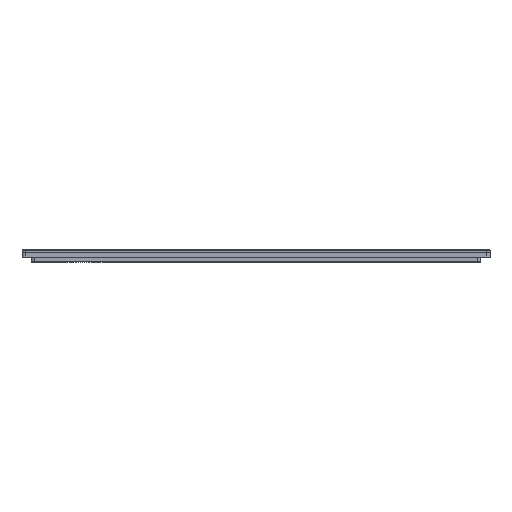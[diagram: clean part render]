
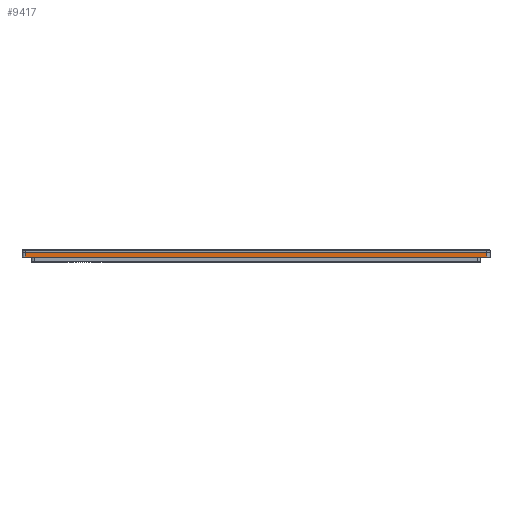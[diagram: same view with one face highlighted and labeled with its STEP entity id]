
A CAD part, top view. The second image highlights one B-rep face of the part: STEP entity #9417.
In plain terms, the highlighted planar face has unit normal (0, 0, 1).
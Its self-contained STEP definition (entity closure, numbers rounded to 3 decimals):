
#145 = EDGE_CURVE ( 'NONE', #9195, #9209, #237, .T. ) ;
#233 = VECTOR ( 'NONE', #9094, 1000. ) ;
#237 = LINE ( 'NONE', #1701, #233 ) ;
#696 = LINE ( 'NONE', #2529, #713 ) ;
#713 = VECTOR ( 'NONE', #2507, 1000. ) ;
#792 = VECTOR ( 'NONE', #2650, 1000. ) ;
#803 = VECTOR ( 'NONE', #2661, 1000. ) ;
#805 = LINE ( 'NONE', #2656, #803 ) ;
#815 = LINE ( 'NONE', #2660, #792 ) ;
#1117 = CARTESIAN_POINT ( 'NONE',  ( -153., 3., 160. ) ) ;
#1142 = CARTESIAN_POINT ( 'NONE',  ( 153., 3., 160. ) ) ;
#1701 = CARTESIAN_POINT ( 'NONE',  ( -155., 0., 160. ) ) ;
#2507 = DIRECTION ( 'NONE',  ( 0., -1., 0. ) ) ;
#2529 = CARTESIAN_POINT ( 'NONE',  ( -153., 3., 160. ) ) ;
#2650 = DIRECTION ( 'NONE',  ( 1., 0., 0. ) ) ;
#2656 = CARTESIAN_POINT ( 'NONE',  ( 153., 3., 160. ) ) ;
#2660 = CARTESIAN_POINT ( 'NONE',  ( -155., 3., 160. ) ) ;
#2661 = DIRECTION ( 'NONE',  ( 0., 1., 0. ) ) ;
#2788 = CARTESIAN_POINT ( 'NONE',  ( -153., 0., 160. ) ) ;
#2841 = CARTESIAN_POINT ( 'NONE',  ( 153., 0., 160. ) ) ;
#3514 = FACE_OUTER_BOUND ( 'NONE', #7942, .T. ) ;
#4042 = PLANE ( 'NONE',  #8821 ) ;
#4059 = CARTESIAN_POINT ( 'NONE',  ( -155., 3., 160. ) ) ;
#4060 = DIRECTION ( 'NONE',  ( 0., 0., -1. ) ) ;
#4061 = DIRECTION ( 'NONE',  ( -1., 0., 0. ) ) ;
#6856 = VERTEX_POINT ( 'NONE', #1142 ) ;
#6860 = VERTEX_POINT ( 'NONE', #1117 ) ;
#7942 = EDGE_LOOP ( 'NONE', ( #7991, #8013, #8063, #8048 ) ) ;
#7991 = ORIENTED_EDGE ( 'NONE', *, *, #9048, .F. ) ;
#8013 = ORIENTED_EDGE ( 'NONE', *, *, #8994, .T. ) ;
#8048 = ORIENTED_EDGE ( 'NONE', *, *, #9055, .T. ) ;
#8063 = ORIENTED_EDGE ( 'NONE', *, *, #145, .T. ) ;
#8821 = AXIS2_PLACEMENT_3D ( 'NONE', #4059, #4060, #4061 ) ;
#8994 = EDGE_CURVE ( 'NONE', #6860, #9195, #696, .T. ) ;
#9048 = EDGE_CURVE ( 'NONE', #6860, #6856, #815, .T. ) ;
#9055 = EDGE_CURVE ( 'NONE', #9209, #6856, #805, .T. ) ;
#9094 = DIRECTION ( 'NONE',  ( 1., 0., 0. ) ) ;
#9195 = VERTEX_POINT ( 'NONE', #2788 ) ;
#9209 = VERTEX_POINT ( 'NONE', #2841 ) ;
#9417 = ADVANCED_FACE ( 'NONE', ( #3514 ), #4042, .F. ) ;
